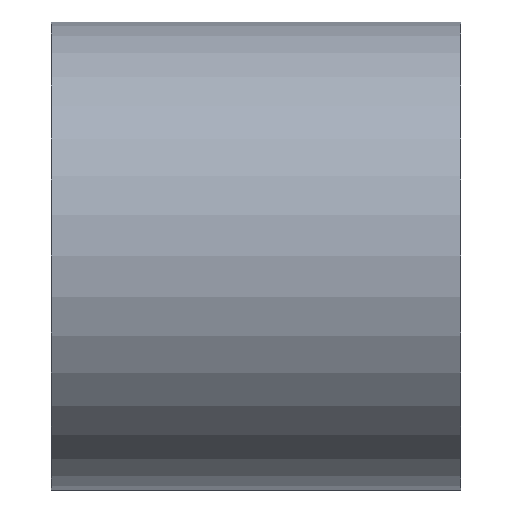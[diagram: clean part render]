
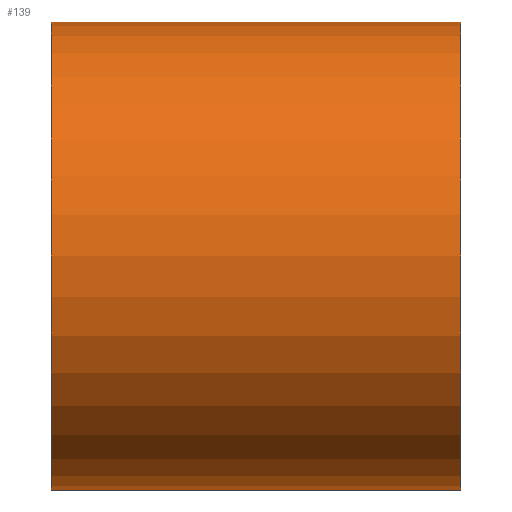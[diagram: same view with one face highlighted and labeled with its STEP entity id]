
A CAD part, left-side view. The second image highlights one B-rep face of the part: STEP entity #139.
In plain terms, the highlighted cylindrical face has radius 2 mm (diameter 4 mm), a partial arc.
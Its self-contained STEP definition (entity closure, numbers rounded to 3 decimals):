
#1 = LINE ( 'NONE', #80, #221 ) ;
#11 = CARTESIAN_POINT ( 'NONE',  ( 0., 3.5, 2. ) ) ;
#18 = VERTEX_POINT ( 'NONE', #33 ) ;
#25 = CARTESIAN_POINT ( 'NONE',  ( 0., 3.5, 0. ) ) ;
#28 = EDGE_CURVE ( 'NONE', #217, #109, #170, .T. ) ;
#33 = CARTESIAN_POINT ( 'NONE',  ( 0., 3.5, -2. ) ) ;
#38 = ORIENTED_EDGE ( 'NONE', *, *, #165, .T. ) ;
#39 = CARTESIAN_POINT ( 'NONE',  ( 0., 0., 0. ) ) ;
#41 = CARTESIAN_POINT ( 'NONE',  ( 0., 0., -2. ) ) ;
#44 = CIRCLE ( 'NONE', #232, 2. ) ;
#47 = DIRECTION ( 'NONE',  ( 0., -1., 0. ) ) ;
#54 = DIRECTION ( 'NONE',  ( 0., 0., 1. ) ) ;
#66 = DIRECTION ( 'NONE',  ( 0., -1., 0. ) ) ;
#77 = ORIENTED_EDGE ( 'NONE', *, *, #28, .T. ) ;
#80 = CARTESIAN_POINT ( 'NONE',  ( 0., 3.5, -2. ) ) ;
#81 = DIRECTION ( 'NONE',  ( 0., -1., 0. ) ) ;
#82 = CARTESIAN_POINT ( 'NONE',  ( 0., 0., 2. ) ) ;
#83 = CYLINDRICAL_SURFACE ( 'NONE', #242, 2. ) ;
#97 = DIRECTION ( 'NONE',  ( 0., 0., -1. ) ) ;
#102 = VECTOR ( 'NONE', #66, 1000. ) ;
#109 = VERTEX_POINT ( 'NONE', #82 ) ;
#119 = FACE_OUTER_BOUND ( 'NONE', #180, .T. ) ;
#130 = ORIENTED_EDGE ( 'NONE', *, *, #224, .F. ) ;
#131 = CARTESIAN_POINT ( 'NONE',  ( 0., 3.5, 0. ) ) ;
#139 = ADVANCED_FACE ( 'NONE', ( #119 ), #83, .T. ) ;
#148 = DIRECTION ( 'NONE',  ( 0., 1., 0. ) ) ;
#165 = EDGE_CURVE ( 'NONE', #18, #217, #1, .T. ) ;
#170 = CIRCLE ( 'NONE', #236, 2. ) ;
#180 = EDGE_LOOP ( 'NONE', ( #130, #244, #38, #77 ) ) ;
#182 = VERTEX_POINT ( 'NONE', #189 ) ;
#189 = CARTESIAN_POINT ( 'NONE',  ( 0., 3.5, 2. ) ) ;
#193 = LINE ( 'NONE', #11, #102 ) ;
#203 = DIRECTION ( 'NONE',  ( 0., 0., 1. ) ) ;
#205 = EDGE_CURVE ( 'NONE', #18, #182, #44, .T. ) ;
#217 = VERTEX_POINT ( 'NONE', #41 ) ;
#219 = DIRECTION ( 'NONE',  ( 0., 1., 0. ) ) ;
#221 = VECTOR ( 'NONE', #81, 1000. ) ;
#224 = EDGE_CURVE ( 'NONE', #182, #109, #193, .T. ) ;
#232 = AXIS2_PLACEMENT_3D ( 'NONE', #131, #148, #203 ) ;
#236 = AXIS2_PLACEMENT_3D ( 'NONE', #39, #219, #54 ) ;
#242 = AXIS2_PLACEMENT_3D ( 'NONE', #25, #47, #97 ) ;
#244 = ORIENTED_EDGE ( 'NONE', *, *, #205, .F. ) ;
